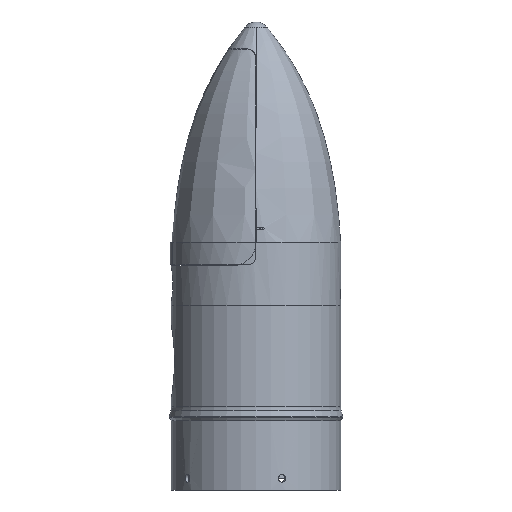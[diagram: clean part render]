
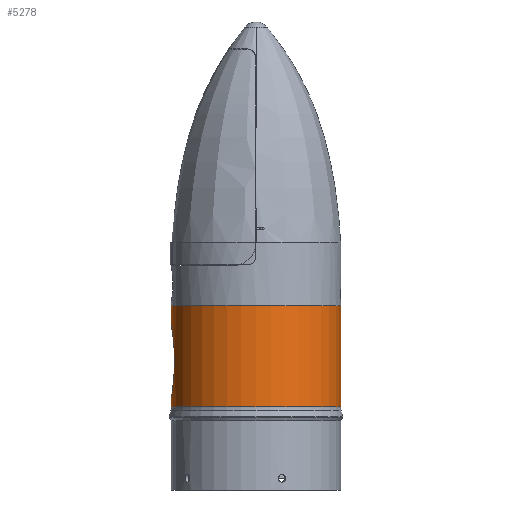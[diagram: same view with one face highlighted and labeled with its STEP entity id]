
A CAD part, front view. The second image highlights one B-rep face of the part: STEP entity #5278.
In plain terms, the highlighted cylindrical face has radius 36.2 mm (diameter 72.4 mm), a full revolution.
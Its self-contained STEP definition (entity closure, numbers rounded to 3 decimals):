
#106=CYLINDRICAL_SURFACE('',#5673,36.2);
#409=LINE('',#11906,#758);
#410=LINE('',#11908,#759);
#758=VECTOR('',#6622,36.2);
#759=VECTOR('',#6623,36.2);
#1070=CIRCLE('',#5674,36.2);
#1071=CIRCLE('',#5675,36.2);
#1448=FACE_OUTER_BOUND('',#1746,.T.);
#1746=EDGE_LOOP('',(#4375,#4376,#4377,#4378,#4379,#4380,#4381,#4382,#4383));
#2042=B_SPLINE_CURVE_WITH_KNOTS('',3,(#11871,#11872,#11873,#11874,#11875,
#11876,#11877,#11878),.UNSPECIFIED.,.F.,.F.,(4,1,1,1,1,4),(-7.369,
-6.843,-6.316,-5.965,-5.614,
-5.527),.UNSPECIFIED.);
#2043=B_SPLINE_CURVE_WITH_KNOTS('',3,(#11880,#11881,#11882,#11883,#11884,
#11885,#11886,#11887,#11888,#11889,#11890,#11891,#11892,#11893,#11894),
 .UNSPECIFIED.,.F.,.F.,(4,1,1,1,1,1,1,1,1,1,1,1,4),(-5.527,-5.439,
-5.264,-4.913,-4.562,-4.211,
-3.509,-3.158,-2.807,-2.456,
-2.105,-1.842,-1.842),.UNSPECIFIED.);
#2044=B_SPLINE_CURVE_WITH_KNOTS('',3,(#11895,#11896,#11897,#11898,#11899,
#11900,#11901,#11902),.UNSPECIFIED.,.F.,.F.,(4,1,1,1,1,4),(-1.842,
-1.579,-1.316,-1.053,-0.526,
0.),.UNSPECIFIED.);
#2415=VERTEX_POINT('',#11868);
#2416=VERTEX_POINT('',#11870);
#2417=VERTEX_POINT('',#11879);
#2418=VERTEX_POINT('',#11904);
#2419=VERTEX_POINT('',#11907);
#3113=EDGE_CURVE('',#2415,#2416,#2042,.T.);
#3114=EDGE_CURVE('',#2416,#2417,#2043,.T.);
#3115=EDGE_CURVE('',#2417,#2415,#2044,.T.);
#3116=EDGE_CURVE('',#2418,#2418,#1070,.T.);
#3117=EDGE_CURVE('',#2418,#2416,#409,.T.);
#3118=EDGE_CURVE('',#2417,#2419,#410,.T.);
#3119=EDGE_CURVE('',#2419,#2419,#1071,.T.);
#4375=ORIENTED_EDGE('',*,*,#3116,.F.);
#4376=ORIENTED_EDGE('',*,*,#3117,.T.);
#4377=ORIENTED_EDGE('',*,*,#3113,.F.);
#4378=ORIENTED_EDGE('',*,*,#3115,.F.);
#4379=ORIENTED_EDGE('',*,*,#3118,.T.);
#4380=ORIENTED_EDGE('',*,*,#3119,.T.);
#4381=ORIENTED_EDGE('',*,*,#3118,.F.);
#4382=ORIENTED_EDGE('',*,*,#3114,.F.);
#4383=ORIENTED_EDGE('',*,*,#3117,.F.);
#5278=ADVANCED_FACE('',(#1448),#106,.T.);
#5673=AXIS2_PLACEMENT_3D('',#11903,#6618,#6619);
#5674=AXIS2_PLACEMENT_3D('',#11905,#6620,#6621);
#5675=AXIS2_PLACEMENT_3D('',#11909,#6624,#6625);
#6618=DIRECTION('center_axis',(0.,0.,-1.));
#6619=DIRECTION('ref_axis',(1.,0.,0.));
#6620=DIRECTION('center_axis',(0.,0.,-1.));
#6621=DIRECTION('ref_axis',(1.,0.,0.));
#6622=DIRECTION('',(0.,0.,1.));
#6623=DIRECTION('',(0.,0.,1.));
#6624=DIRECTION('center_axis',(0.,0.,-1.));
#6625=DIRECTION('ref_axis',(1.,0.,0.));
#11868=CARTESIAN_POINT('',(-34.861,9.753,50.));
#11870=CARTESIAN_POINT('',(-36.2,0.002,34.4));
#11871=CARTESIAN_POINT('Ctrl Pts',(-34.861,9.753,50.));
#11872=CARTESIAN_POINT('Ctrl Pts',(-34.861,9.753,48.082));
#11873=CARTESIAN_POINT('Ctrl Pts',(-34.986,9.323,44.246));
#11874=CARTESIAN_POINT('Ctrl Pts',(-35.447,7.481,39.428));
#11875=CARTESIAN_POINT('Ctrl Pts',(-35.945,4.633,35.896));
#11876=CARTESIAN_POINT('Ctrl Pts',(-36.179,1.957,34.525));
#11877=CARTESIAN_POINT('Ctrl Pts',(-36.2,0.33,34.399));
#11878=CARTESIAN_POINT('Ctrl Pts',(-36.2,0.004,
34.399));
#11879=CARTESIAN_POINT('',(-36.2,0.,65.601));
#11880=CARTESIAN_POINT('Ctrl Pts',(-36.2,0.004,
34.399));
#11881=CARTESIAN_POINT('Ctrl Pts',(-36.2,-0.322,
34.399));
#11882=CARTESIAN_POINT('Ctrl Pts',(-36.187,-1.301,
34.476));
#11883=CARTESIAN_POINT('Ctrl Pts',(-36.066,-3.485,
35.185));
#11884=CARTESIAN_POINT('Ctrl Pts',(-35.731,-5.981,
37.321));
#11885=CARTESIAN_POINT('Ctrl Pts',(-35.325,-7.965,
40.629));
#11886=CARTESIAN_POINT('Ctrl Pts',(-34.913,-9.597,
45.492));
#11887=CARTESIAN_POINT('Ctrl Pts',(-34.799,-9.967,
50.658));
#11888=CARTESIAN_POINT('Ctrl Pts',(-35.018,-9.194,
55.724));
#11889=CARTESIAN_POINT('Ctrl Pts',(-35.324,-7.966,
59.371));
#11890=CARTESIAN_POINT('Ctrl Pts',(-35.731,-5.978,62.678));
#11891=CARTESIAN_POINT('Ctrl Pts',(-36.1,-3.245,
65.028));
#11892=CARTESIAN_POINT('Ctrl Pts',(-36.2,-0.973,
65.6));
#11893=CARTESIAN_POINT('Ctrl Pts',(-36.2,0.,
65.601));
#11894=CARTESIAN_POINT('Ctrl Pts',(-36.2,0.,
65.601));
#11895=CARTESIAN_POINT('Ctrl Pts',(-36.2,0.,
65.601));
#11896=CARTESIAN_POINT('Ctrl Pts',(-36.201,0.973,
65.602));
#11897=CARTESIAN_POINT('Ctrl Pts',(-36.116,2.917,65.117));
#11898=CARTESIAN_POINT('Ctrl Pts',(-35.835,5.259,63.351));
#11899=CARTESIAN_POINT('Ctrl Pts',(-35.42,7.601,60.279));
#11900=CARTESIAN_POINT('Ctrl Pts',(-34.985,9.32,55.749));
#11901=CARTESIAN_POINT('Ctrl Pts',(-34.861,9.753,51.918));
#11902=CARTESIAN_POINT('Ctrl Pts',(-34.861,9.753,50.));
#11903=CARTESIAN_POINT('Origin',(0.,0.,73.8));
#11904=CARTESIAN_POINT('',(-36.2,0.,30.529));
#11905=CARTESIAN_POINT('Origin',(0.,0.,30.529));
#11906=CARTESIAN_POINT('',(-36.2,0.,73.8));
#11907=CARTESIAN_POINT('',(-36.2,0.,73.8));
#11908=CARTESIAN_POINT('',(-36.2,0.,73.8));
#11909=CARTESIAN_POINT('Origin',(0.,0.,73.8));
